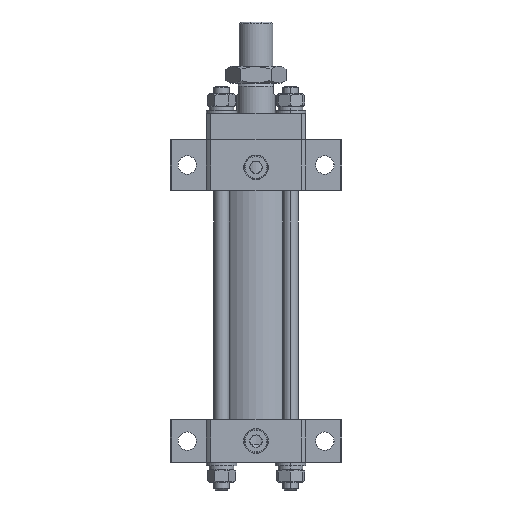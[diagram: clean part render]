
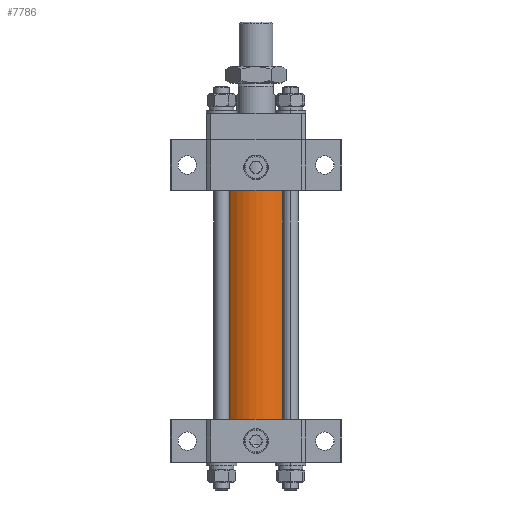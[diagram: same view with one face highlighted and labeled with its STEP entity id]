
A CAD part, front view. The second image highlights one B-rep face of the part: STEP entity #7786.
In plain terms, the highlighted cylindrical face has radius 25 mm (diameter 50 mm), a partial arc.
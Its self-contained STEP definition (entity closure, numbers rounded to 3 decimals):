
#11 = CARTESIAN_POINT ( 'NONE',  ( 25., 0., 150. ) ) ;
#14 = CARTESIAN_POINT ( 'NONE',  ( 25., 0., 0. ) ) ;
#78 = VERTEX_POINT ( 'NONE', #5715 ) ;
#184 = VERTEX_POINT ( 'NONE', #14 ) ;
#186 = VERTEX_POINT ( 'NONE', #11 ) ;
#3595 = LINE ( 'NONE', #4375, #3603 ) ;
#3603 = VECTOR ( 'NONE', #4370, 1000. ) ;
#3604 = LINE ( 'NONE', #4379, #3606 ) ;
#3606 = VECTOR ( 'NONE', #4374, 1000. ) ;
#3607 = CIRCLE ( 'NONE', #7560, 25. ) ;
#3609 = CIRCLE ( 'NONE', #7562, 25. ) ;
#4370 = DIRECTION ( 'NONE',  ( 0., 0., -1. ) ) ;
#4374 = DIRECTION ( 'NONE',  ( 0., 0., -1. ) ) ;
#4375 = CARTESIAN_POINT ( 'NONE',  ( 25., 0., 150. ) ) ;
#4379 = CARTESIAN_POINT ( 'NONE',  ( -25., 0., 150. ) ) ;
#4386 = CARTESIAN_POINT ( 'NONE',  ( 0., 0., 150. ) ) ;
#4387 = DIRECTION ( 'NONE',  ( 0., 0., 1. ) ) ;
#4388 = DIRECTION ( 'NONE',  ( 1., 0., 0. ) ) ;
#4394 = CARTESIAN_POINT ( 'NONE',  ( 0., 0., 0. ) ) ;
#4395 = DIRECTION ( 'NONE',  ( 0., 0., 1. ) ) ;
#4396 = DIRECTION ( 'NONE',  ( 1., 0., 0. ) ) ;
#5684 = CARTESIAN_POINT ( 'NONE',  ( -25., 0., 150. ) ) ;
#5715 = CARTESIAN_POINT ( 'NONE',  ( -25., 0., 0. ) ) ;
#5875 = VERTEX_POINT ( 'NONE', #5684 ) ;
#6265 = ORIENTED_EDGE ( 'NONE', *, *, #8601, .F. ) ;
#6266 = ORIENTED_EDGE ( 'NONE', *, *, #8605, .F. ) ;
#6267 = ORIENTED_EDGE ( 'NONE', *, *, #8603, .T. ) ;
#6268 = ORIENTED_EDGE ( 'NONE', *, *, #8607, .T. ) ;
#6983 = FACE_OUTER_BOUND ( 'NONE', #8314, .T. ) ;
#6987 = CYLINDRICAL_SURFACE ( 'NONE', #7370, 25. ) ;
#7244 = DIRECTION ( 'NONE',  ( -1., 0., 0. ) ) ;
#7247 = DIRECTION ( 'NONE',  ( 0., 0., -1. ) ) ;
#7248 = CARTESIAN_POINT ( 'NONE',  ( 0., 0., 150. ) ) ;
#7370 = AXIS2_PLACEMENT_3D ( 'NONE', #7248, #7247, #7244 ) ;
#7560 = AXIS2_PLACEMENT_3D ( 'NONE', #4386, #4387, #4388 ) ;
#7562 = AXIS2_PLACEMENT_3D ( 'NONE', #4394, #4395, #4396 ) ;
#7786 = ADVANCED_FACE ( 'NONE', ( #6983 ), #6987, .T. ) ;
#8314 = EDGE_LOOP ( 'NONE', ( #6265, #6266, #6267, #6268 ) ) ;
#8601 = EDGE_CURVE ( 'NONE', #186, #184, #3595, .T. ) ;
#8603 = EDGE_CURVE ( 'NONE', #5875, #78, #3604, .T. ) ;
#8605 = EDGE_CURVE ( 'NONE', #5875, #186, #3607, .T. ) ;
#8607 = EDGE_CURVE ( 'NONE', #78, #184, #3609, .T. ) ;
